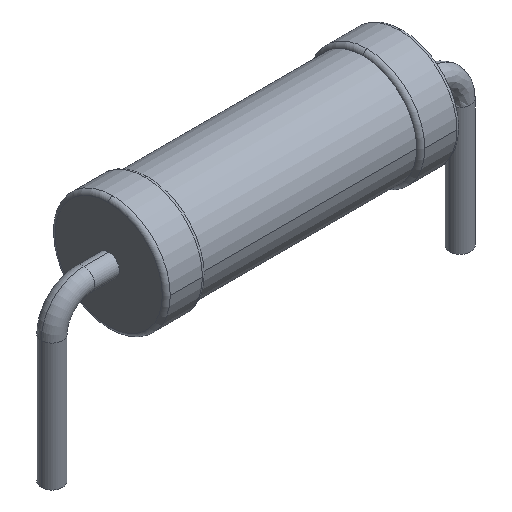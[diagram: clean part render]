
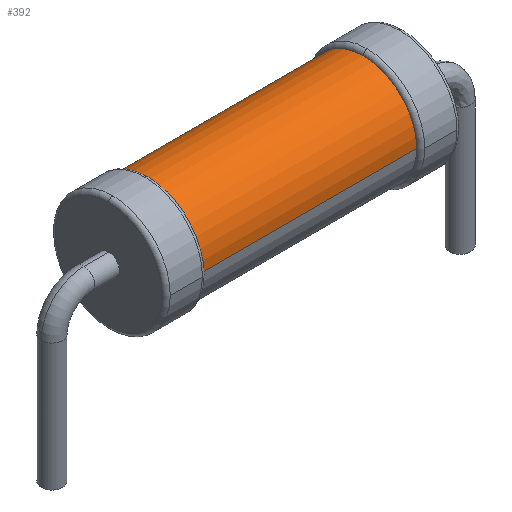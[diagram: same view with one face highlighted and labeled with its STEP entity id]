
A CAD part, isometric view. The second image highlights one B-rep face of the part: STEP entity #392.
In plain terms, the highlighted cylindrical face has radius 2 mm (diameter 4 mm), a partial arc.
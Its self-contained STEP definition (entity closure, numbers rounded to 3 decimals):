
#332=CARTESIAN_POINT('',(5.5,2.,2.15));
#333=VERTEX_POINT('',#332);
#334=CARTESIAN_POINT('',(-5.5,2.0,2.15));
#335=VERTEX_POINT('',#334);
#336=CARTESIAN_POINT('',(5.5,2.,2.15));
#337=DIRECTION('',(-1.0,0.0,0.0));
#338=VECTOR('',#337,11.0);
#339=LINE('',#336,#338);
#340=EDGE_CURVE('',#333,#335,#339,.T.);
#342=CARTESIAN_POINT('',(5.5,-2.,2.15));
#343=VERTEX_POINT('',#342);
#351=CARTESIAN_POINT('',(-5.5,-2.0,2.15));
#352=VERTEX_POINT('',#351);
#353=CARTESIAN_POINT('',(5.5,-2.,2.15));
#354=DIRECTION('',(-1.0,0.0,0.0));
#355=VECTOR('',#354,11.0);
#356=LINE('',#353,#355);
#357=EDGE_CURVE('',#343,#352,#356,.T.);
#369=CARTESIAN_POINT('',(-5.5,0.0,2.15));
#370=DIRECTION('',(1.0,0.,0.0));
#371=DIRECTION('',(0.0,1.0,0.0));
#372=AXIS2_PLACEMENT_3D('',#369,#370,#371);
#373=CYLINDRICAL_SURFACE('',#372,2.0);
#374=ORIENTED_EDGE('',*,*,#340,.T.);
#375=CARTESIAN_POINT('',(-5.5,0.0,2.15));
#376=DIRECTION('',(1.0,0.0,0.0));
#377=DIRECTION('',(0.0,1.0,0.0));
#378=AXIS2_PLACEMENT_3D('',#375,#376,#377);
#379=CIRCLE('',#378,2.0);
#380=EDGE_CURVE('',#335,#352,#379,.T.);
#381=ORIENTED_EDGE('',*,*,#380,.T.);
#382=ORIENTED_EDGE('',*,*,#357,.F.);
#383=CARTESIAN_POINT('',(5.5,0.,2.15));
#384=DIRECTION('',(-1.0,0.0,0.0));
#385=DIRECTION('',(0.0,1.0,0.0));
#386=AXIS2_PLACEMENT_3D('',#383,#384,#385);
#387=CIRCLE('',#386,2.0);
#388=EDGE_CURVE('',#343,#333,#387,.T.);
#389=ORIENTED_EDGE('',*,*,#388,.T.);
#390=EDGE_LOOP('',(#374,#381,#382,#389));
#391=FACE_OUTER_BOUND('',#390,.T.);
#392=ADVANCED_FACE('',(#391),#373,.T.);
